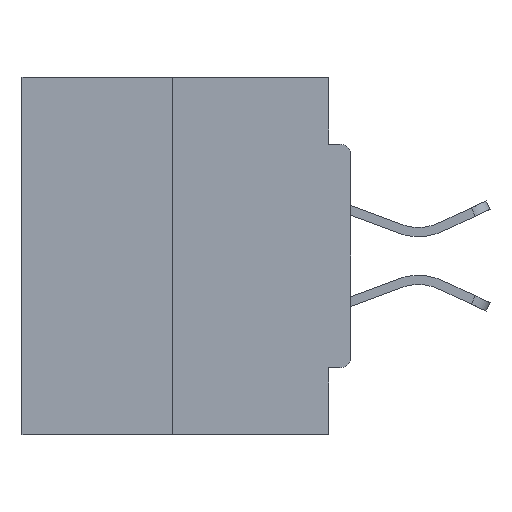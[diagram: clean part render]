
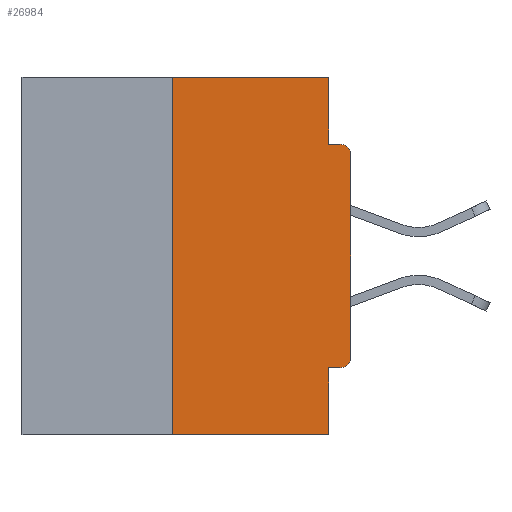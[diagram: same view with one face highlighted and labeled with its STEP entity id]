
A CAD part, left-side view. The second image highlights one B-rep face of the part: STEP entity #26984.
In plain terms, the highlighted planar face has unit normal (-1, 0, 0).
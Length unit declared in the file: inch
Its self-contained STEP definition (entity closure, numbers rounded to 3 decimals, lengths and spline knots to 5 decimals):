
#800 = DIRECTION ( 'NONE',  ( 0., -1., 0. ) ) ;
#1078 = CARTESIAN_POINT ( 'NONE',  ( 0., 0., -0.4065 ) ) ;
#2885 = CARTESIAN_POINT ( 'NONE',  ( 0., 0.031, -0.5 ) ) ;
#3014 = VERTEX_POINT ( 'NONE', #19583 ) ;
#3057 = CARTESIAN_POINT ( 'NONE',  ( 0., 0.031, -0.4065 ) ) ;
#3167 = LINE ( 'NONE', #13236, #22177 ) ;
#3247 = LINE ( 'NONE', #16110, #9155 ) ;
#3614 = LINE ( 'NONE', #2885, #31172 ) ;
#3672 = AXIS2_PLACEMENT_3D ( 'NONE', #5618, #8541, #34801 ) ;
#3865 = EDGE_CURVE ( 'NONE', #24718, #3014, #3614, .T. ) ;
#3908 = ORIENTED_EDGE ( 'NONE', *, *, #5678, .T. ) ;
#4246 = CIRCLE ( 'NONE', #35334, 0.015 ) ;
#4982 = VECTOR ( 'NONE', #24347, 39.37008 ) ;
#5179 = VERTEX_POINT ( 'NONE', #5921 ) ;
#5278 = LINE ( 'NONE', #24781, #33332 ) ;
#5554 = CARTESIAN_POINT ( 'NONE',  ( 0., 0.015, -0.1085 ) ) ;
#5618 = CARTESIAN_POINT ( 'NONE',  ( 0., 0.46, 0. ) ) ;
#5678 = EDGE_CURVE ( 'NONE', #35833, #3014, #5278, .T. ) ;
#5856 = CARTESIAN_POINT ( 'NONE',  ( 0., 0.46, 0. ) ) ;
#5881 = EDGE_CURVE ( 'NONE', #18111, #11517, #25600, .T. ) ;
#5921 = CARTESIAN_POINT ( 'NONE',  ( 0., 0.031, 0. ) ) ;
#7076 = CARTESIAN_POINT ( 'NONE',  ( 0., 0.015, -0.0935 ) ) ;
#7271 = CARTESIAN_POINT ( 'NONE',  ( 0., 0., -0.3915 ) ) ;
#8378 = ORIENTED_EDGE ( 'NONE', *, *, #5881, .T. ) ;
#8478 = DIRECTION ( 'NONE',  ( -1., 0., 0. ) ) ;
#8541 = DIRECTION ( 'NONE',  ( 1., 0., 0. ) ) ;
#9155 = VECTOR ( 'NONE', #10547, 39.37008 ) ;
#9980 = DIRECTION ( 'NONE',  ( -1., 0., 0. ) ) ;
#10547 = DIRECTION ( 'NONE',  ( 0., 0., 1. ) ) ;
#11125 = EDGE_CURVE ( 'NONE', #5179, #23310, #11767, .T. ) ;
#11517 = VERTEX_POINT ( 'NONE', #7076 ) ;
#11767 = LINE ( 'NONE', #20869, #33931 ) ;
#11775 = LINE ( 'NONE', #1078, #4982 ) ;
#13236 = CARTESIAN_POINT ( 'NONE',  ( 0., 0.25, 0. ) ) ;
#15351 = DIRECTION ( 'NONE',  ( 0., 0., -1. ) ) ;
#15717 = EDGE_CURVE ( 'NONE', #23310, #11517, #27045, .T. ) ;
#16110 = CARTESIAN_POINT ( 'NONE',  ( 0., 0., 0. ) ) ;
#17865 = ORIENTED_EDGE ( 'NONE', *, *, #21016, .F. ) ;
#18018 = ORIENTED_EDGE ( 'NONE', *, *, #3865, .F. ) ;
#18111 = VERTEX_POINT ( 'NONE', #27534 ) ;
#18514 = CARTESIAN_POINT ( 'NONE',  ( 0., 0.015, -0.3915 ) ) ;
#19583 = CARTESIAN_POINT ( 'NONE',  ( 0., 0.031, -0.5 ) ) ;
#19603 = ORIENTED_EDGE ( 'NONE', *, *, #11125, .F. ) ;
#19838 = ORIENTED_EDGE ( 'NONE', *, *, #26598, .F. ) ;
#19867 = VECTOR ( 'NONE', #37343, 39.37008 ) ;
#20782 = CARTESIAN_POINT ( 'NONE',  ( 0., 0.031, -0.0935 ) ) ;
#20869 = CARTESIAN_POINT ( 'NONE',  ( 0., 0.031, 0. ) ) ;
#21016 = EDGE_CURVE ( 'NONE', #35833, #22131, #3167, .T. ) ;
#21385 = CARTESIAN_POINT ( 'NONE',  ( 0., 0.015, -0.4065 ) ) ;
#22131 = VERTEX_POINT ( 'NONE', #24752 ) ;
#22177 = VECTOR ( 'NONE', #35732, 39.37008 ) ;
#22476 = VECTOR ( 'NONE', #800, 39.37008 ) ;
#22928 = PLANE ( 'NONE',  #3672 ) ;
#23118 = DIRECTION ( 'NONE',  ( 0., 0., -1. ) ) ;
#23310 = VERTEX_POINT ( 'NONE', #20782 ) ;
#23416 = ORIENTED_EDGE ( 'NONE', *, *, #24564, .T. ) ;
#24347 = DIRECTION ( 'NONE',  ( 0., 1., 0. ) ) ;
#24564 = EDGE_CURVE ( 'NONE', #24852, #36326, #4246, .T. ) ;
#24718 = VERTEX_POINT ( 'NONE', #3057 ) ;
#24752 = CARTESIAN_POINT ( 'NONE',  ( 0., 0.25, 0. ) ) ;
#24781 = CARTESIAN_POINT ( 'NONE',  ( 0., 0.46, -0.5 ) ) ;
#24852 = VERTEX_POINT ( 'NONE', #21385 ) ;
#25600 = CIRCLE ( 'NONE', #28283, 0.015 ) ;
#26280 = EDGE_LOOP ( 'NONE', ( #34703, #17865, #3908, #18018, #19838, #23416, #28313, #8378, #30581, #19603 ) ) ;
#26598 = EDGE_CURVE ( 'NONE', #24852, #24718, #11775, .T. ) ;
#26950 = EDGE_CURVE ( 'NONE', #22131, #5179, #27602, .T. ) ;
#26984 = ADVANCED_FACE ( 'NONE', ( #36186 ), #22928, .F. ) ;
#27045 = LINE ( 'NONE', #32409, #22476 ) ;
#27534 = CARTESIAN_POINT ( 'NONE',  ( 0., 0., -0.1085 ) ) ;
#27602 = LINE ( 'NONE', #5856, #19867 ) ;
#28283 = AXIS2_PLACEMENT_3D ( 'NONE', #5554, #8478, #29057 ) ;
#28313 = ORIENTED_EDGE ( 'NONE', *, *, #31071, .T. ) ;
#29057 = DIRECTION ( 'NONE',  ( 0., 0., -1. ) ) ;
#30581 = ORIENTED_EDGE ( 'NONE', *, *, #15717, .F. ) ;
#31071 = EDGE_CURVE ( 'NONE', #36326, #18111, #3247, .T. ) ;
#31172 = VECTOR ( 'NONE', #23118, 39.37008 ) ;
#32409 = CARTESIAN_POINT ( 'NONE',  ( 0., 0., -0.0935 ) ) ;
#33070 = DIRECTION ( 'NONE',  ( 0., 0., -1. ) ) ;
#33332 = VECTOR ( 'NONE', #33622, 39.37008 ) ;
#33622 = DIRECTION ( 'NONE',  ( 0., -1., 0. ) ) ;
#33931 = VECTOR ( 'NONE', #15351, 39.37008 ) ;
#34703 = ORIENTED_EDGE ( 'NONE', *, *, #26950, .F. ) ;
#34801 = DIRECTION ( 'NONE',  ( 0., 0., -1. ) ) ;
#35334 = AXIS2_PLACEMENT_3D ( 'NONE', #18514, #9980, #33070 ) ;
#35732 = DIRECTION ( 'NONE',  ( 0., 0., 1. ) ) ;
#35833 = VERTEX_POINT ( 'NONE', #36867 ) ;
#36186 = FACE_OUTER_BOUND ( 'NONE', #26280, .T. ) ;
#36326 = VERTEX_POINT ( 'NONE', #7271 ) ;
#36867 = CARTESIAN_POINT ( 'NONE',  ( 0., 0.25, -0.5 ) ) ;
#37343 = DIRECTION ( 'NONE',  ( 0., -1., 0. ) ) ;
